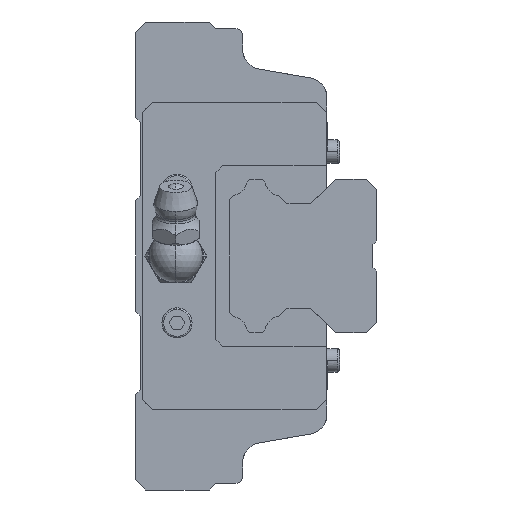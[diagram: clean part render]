
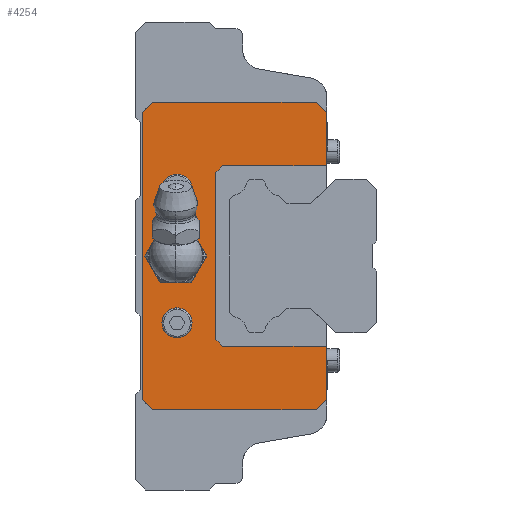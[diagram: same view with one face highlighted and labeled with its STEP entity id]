
A CAD part, left-side view. The second image highlights one B-rep face of the part: STEP entity #4254.
In plain terms, the highlighted planar face has unit normal (-1, 0, 0).
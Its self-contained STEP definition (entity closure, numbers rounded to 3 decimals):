
#2100 = VERTEX_POINT( '', #6053 );
#2334 = EDGE_CURVE( '', #2444, #2898, #6307, .T. );
#2342 = VERTEX_POINT( '', #6315 );
#2352 = EDGE_CURVE( '', #2342, #4490, #6326, .T. );
#2444 = VERTEX_POINT( '', #6432 );
#2456 = EDGE_CURVE( '', #4206, #3122, #6445, .T. );
#2544 = EDGE_CURVE( '', #3252, #3474, #6543, .T. );
#2678 = EDGE_CURVE( '', #5016, #4802, #6686, .T. );
#2898 = VERTEX_POINT( '', #6924 );
#2994 = EDGE_CURVE( '', #3474, #3638, #7035, .T. );
#3004 = EDGE_CURVE( '', #3122, #4206, #7045, .T. );
#3122 = VERTEX_POINT( '', #7178 );
#3252 = VERTEX_POINT( '', #7316 );
#3262 = VERTEX_POINT( '', #7327 );
#3342 = VERTEX_POINT( '', #7416 );
#3434 = EDGE_CURVE( '', #5024, #3748, #7515, .T. );
#3448 = VERTEX_POINT( '', #7529 );
#3474 = VERTEX_POINT( '', #7557 );
#3576 = EDGE_CURVE( '', #3262, #3448, #7667, .T. );
#3598 = VERTEX_POINT( '', #7692 );
#3638 = VERTEX_POINT( '', #7734 );
#3712 = EDGE_CURVE( '', #3970, #2444, #7812, .T. );
#3748 = VERTEX_POINT( '', #7849 );
#3772 = EDGE_CURVE( '', #2100, #5016, #7874, .T. );
#3804 = EDGE_CURVE( '', #4490, #2342, #7908, .T. );
#3860 = EDGE_CURVE( '', #3448, #3262, #7971, .T. );
#3970 = VERTEX_POINT( '', #8091 );
#3972 = EDGE_CURVE( '', #3638, #3598, #8093, .T. );
#4206 = VERTEX_POINT( '', #8356 );
#4254 = ADVANCED_FACE( '', ( #8407, #8408, #8409, #8410 ), #8411, .F. );
#4384 = EDGE_CURVE( '', #3748, #3342, #8552, .T. );
#4442 = EDGE_CURVE( '', #4802, #3970, #8614, .T. );
#4490 = VERTEX_POINT( '', #8664 );
#4608 = VERTEX_POINT( '', #8795 );
#4802 = VERTEX_POINT( '', #9005 );
#4830 = EDGE_CURVE( '', #4608, #3598, #9034, .T. );
#5016 = VERTEX_POINT( '', #9238 );
#5024 = VERTEX_POINT( '', #9246 );
#5204 = EDGE_CURVE( '', #3342, #4608, #9439, .T. );
#5526 = EDGE_CURVE( '', #2100, #5024, #9806, .T. );
#5840 = EDGE_CURVE( '', #2898, #3252, #10155, .T. );
#6053 = CARTESIAN_POINT( '', ( 40.9, 7.5, -13.5 ) );
#6307 = LINE( '', #10903, #10904 );
#6315 = CARTESIAN_POINT( '', ( 40.9, 32.067, -10. ) );
#6326 = CIRCLE( '', #10931, 2.25 );
#6432 = CARTESIAN_POINT( '', ( 40.9, 35., -21.5 ) );
#6445 = CIRCLE( '', #11095, 3. );
#6543 = LINE( '', #11226, #11227 );
#6686 = LINE( '', #11449, #11450 );
#6924 = CARTESIAN_POINT( '', ( 40.9, 35., 21.5 ) );
#7035 = LINE( '', #11978, #11979 );
#7045 = CIRCLE( '', #12006, 3. );
#7178 = CARTESIAN_POINT( '', ( 40.9, 27., 0. ) );
#7316 = CARTESIAN_POINT( '', ( 40.9, 33.5, 23. ) );
#7327 = CARTESIAN_POINT( '', ( 40.9, 32.067, 10. ) );
#7416 = CARTESIAN_POINT( '', ( 40.9, 24., 12.5 ) );
#7515 = LINE( '', #12679, #12680 );
#7529 = CARTESIAN_POINT( '', ( 40.9, 27.567, 10. ) );
#7557 = CARTESIAN_POINT( '', ( 40.9, 9., 23. ) );
#7667 = CIRCLE( '', #12912, 2.25 );
#7692 = CARTESIAN_POINT( '', ( 40.9, 7.5, 13.5 ) );
#7734 = CARTESIAN_POINT( '', ( 40.9, 7.5, 21.5 ) );
#7812 = LINE( '', #13142, #13143 );
#7849 = CARTESIAN_POINT( '', ( 40.9, 24., -12.5 ) );
#7874 = LINE( '', #13243, #13244 );
#7908 = CIRCLE( '', #13291, 2.25 );
#7971 = CIRCLE( '', #13378, 2.25 );
#8091 = CARTESIAN_POINT( '', ( 40.9, 33.5, -23. ) );
#8093 = LINE( '', #13538, #13539 );
#8356 = CARTESIAN_POINT( '', ( 40.9, 33., 0. ) );
#8407 = FACE_BOUND( '', #14007, .T. );
#8408 = FACE_BOUND( '', #14008, .T. );
#8409 = FACE_BOUND( '', #14009, .T. );
#8410 = FACE_OUTER_BOUND( '', #14010, .T. );
#8411 = PLANE( '', #14011 );
#8552 = LINE( '', #14219, #14220 );
#8614 = LINE( '', #14317, #14318 );
#8664 = CARTESIAN_POINT( '', ( 40.9, 27.567, -10. ) );
#8795 = CARTESIAN_POINT( '', ( 40.9, 23., 13.5 ) );
#9005 = CARTESIAN_POINT( '', ( 40.9, 9., -23. ) );
#9034 = LINE( '', #15051, #15052 );
#9238 = CARTESIAN_POINT( '', ( 40.9, 7.5, -21.5 ) );
#9246 = CARTESIAN_POINT( '', ( 40.9, 23., -13.5 ) );
#9439 = LINE( '', #15614, #15615 );
#9806 = LINE( '', #16101, #16102 );
#10155 = LINE( '', #16634, #16635 );
#10903 = CARTESIAN_POINT( '', ( 40.9, 35., 10.75 ) );
#10904 = VECTOR( '', #17201, 1. );
#10931 = AXIS2_PLACEMENT_3D( '', #17218, #17219, #17220 );
#11095 = AXIS2_PLACEMENT_3D( '', #17396, #17397, #17398 );
#11226 = CARTESIAN_POINT( '', ( 40.9, 7.25, 23. ) );
#11227 = VECTOR( '', #17519, 1. );
#11449 = CARTESIAN_POINT( '', ( 40.9, 2.375, -16.375 ) );
#11450 = VECTOR( '', #17650, 1. );
#11978 = CARTESIAN_POINT( '', ( 40.9, 1.625, 15.625 ) );
#11979 = VECTOR( '', #18101, 1. );
#12006 = AXIS2_PLACEMENT_3D( '', #18105, #18106, #18107 );
#12679 = CARTESIAN_POINT( '', ( 40.9, 22., -14.5 ) );
#12680 = VECTOR( '', #18611, 1. );
#12912 = AXIS2_PLACEMENT_3D( '', #18739, #18740, #18741 );
#13142 = CARTESIAN_POINT( '', ( 40.9, 33., -23.5 ) );
#13143 = VECTOR( '', #18872, 1. );
#13243 = CARTESIAN_POINT( '', ( 40.9, 7.5, -10.75 ) );
#13244 = VECTOR( '', #18922, 1. );
#13291 = AXIS2_PLACEMENT_3D( '', #18947, #18948, #18949 );
#13378 = AXIS2_PLACEMENT_3D( '', #19025, #19026, #19027 );
#13538 = CARTESIAN_POINT( '', ( 40.9, 7.5, -10.75 ) );
#13539 = VECTOR( '', #19196, 1. );
#14007 = EDGE_LOOP( '', ( #19589, #19590 ) );
#14008 = EDGE_LOOP( '', ( #19591, #19592 ) );
#14009 = EDGE_LOOP( '', ( #19593, #19594 ) );
#14010 = EDGE_LOOP( '', ( #19595, #19596, #19597, #19598, #19599, #19600, #19601, #19602, #19603, #19604, #19605, #19606, #19607, #19608 ) );
#14011 = AXIS2_PLACEMENT_3D( '', #19609, #19610, #19611 );
#14219 = CARTESIAN_POINT( '', ( 40.9, 24., -6.25 ) );
#14220 = VECTOR( '', #19764, 1. );
#14317 = CARTESIAN_POINT( '', ( 40.9, 19.5, -23. ) );
#14318 = VECTOR( '', #19828, 1. );
#15051 = CARTESIAN_POINT( '', ( 40.9, 14.25, 13.5 ) );
#15052 = VECTOR( '', #20269, 1. );
#15614 = CARTESIAN_POINT( '', ( 40.9, 22.5, 14. ) );
#15615 = VECTOR( '', #20691, 1. );
#16101 = CARTESIAN_POINT( '', ( 40.9, 6.5, -13.5 ) );
#16102 = VECTOR( '', #21166, 1. );
#16634 = CARTESIAN_POINT( '', ( 40.9, 32.25, 24.25 ) );
#16635 = VECTOR( '', #21556, 1. );
#17201 = DIRECTION( '', ( 0., 0., 1. ) );
#17218 = CARTESIAN_POINT( '', ( 40.9, 29.817, -10. ) );
#17219 = DIRECTION( '', ( 1., 0., 0. ) );
#17220 = DIRECTION( '', ( 0., 1., 0. ) );
#17396 = CARTESIAN_POINT( '', ( 40.9, 30., 0. ) );
#17397 = DIRECTION( '', ( 1., 0., 0. ) );
#17398 = DIRECTION( '', ( 0., 1., 0. ) );
#17519 = DIRECTION( '', ( 0., -1., 0. ) );
#17650 = DIRECTION( '', ( 0., 0.707, -0.707 ) );
#18101 = DIRECTION( '', ( 0., -0.707, -0.707 ) );
#18105 = CARTESIAN_POINT( '', ( 40.9, 30., 0. ) );
#18106 = DIRECTION( '', ( 1., 0., 0. ) );
#18107 = DIRECTION( '', ( 0., 1., 0. ) );
#18611 = DIRECTION( '', ( 0., 0.707, 0.707 ) );
#18739 = CARTESIAN_POINT( '', ( 40.9, 29.817, 10. ) );
#18740 = DIRECTION( '', ( 1., 0., 0. ) );
#18741 = DIRECTION( '', ( 0., 1., 0. ) );
#18872 = DIRECTION( '', ( 0., 0.707, 0.707 ) );
#18922 = DIRECTION( '', ( 0., 0., -1. ) );
#18947 = CARTESIAN_POINT( '', ( 40.9, 29.817, -10. ) );
#18948 = DIRECTION( '', ( 1., 0., 0. ) );
#18949 = DIRECTION( '', ( 0., 1., 0. ) );
#19025 = CARTESIAN_POINT( '', ( 40.9, 29.817, 10. ) );
#19026 = DIRECTION( '', ( 1., 0., 0. ) );
#19027 = DIRECTION( '', ( 0., 1., 0. ) );
#19196 = DIRECTION( '', ( 0., 0., -1. ) );
#19589 = ORIENTED_EDGE( '', *, *, #2456, .T. );
#19590 = ORIENTED_EDGE( '', *, *, #3004, .T. );
#19591 = ORIENTED_EDGE( '', *, *, #3576, .T. );
#19592 = ORIENTED_EDGE( '', *, *, #3860, .T. );
#19593 = ORIENTED_EDGE( '', *, *, #2352, .T. );
#19594 = ORIENTED_EDGE( '', *, *, #3804, .T. );
#19595 = ORIENTED_EDGE( '', *, *, #5526, .T. );
#19596 = ORIENTED_EDGE( '', *, *, #3434, .T. );
#19597 = ORIENTED_EDGE( '', *, *, #4384, .T. );
#19598 = ORIENTED_EDGE( '', *, *, #5204, .T. );
#19599 = ORIENTED_EDGE( '', *, *, #4830, .T. );
#19600 = ORIENTED_EDGE( '', *, *, #3972, .F. );
#19601 = ORIENTED_EDGE( '', *, *, #2994, .F. );
#19602 = ORIENTED_EDGE( '', *, *, #2544, .F. );
#19603 = ORIENTED_EDGE( '', *, *, #5840, .F. );
#19604 = ORIENTED_EDGE( '', *, *, #2334, .F. );
#19605 = ORIENTED_EDGE( '', *, *, #3712, .F. );
#19606 = ORIENTED_EDGE( '', *, *, #4442, .F. );
#19607 = ORIENTED_EDGE( '', *, *, #2678, .F. );
#19608 = ORIENTED_EDGE( '', *, *, #3772, .F. );
#19609 = CARTESIAN_POINT( '', ( 40.9, 5.5, 0. ) );
#19610 = DIRECTION( '', ( 1., 0., 0. ) );
#19611 = DIRECTION( '', ( 0., 0., -1. ) );
#19764 = DIRECTION( '', ( 0., 0., 1. ) );
#19828 = DIRECTION( '', ( 0., 1., 0. ) );
#20269 = DIRECTION( '', ( 0., -1., 0. ) );
#20691 = DIRECTION( '', ( 0., -0.707, 0.707 ) );
#21166 = DIRECTION( '', ( 0., 1., 0. ) );
#21556 = DIRECTION( '', ( 0., -0.707, 0.707 ) );
